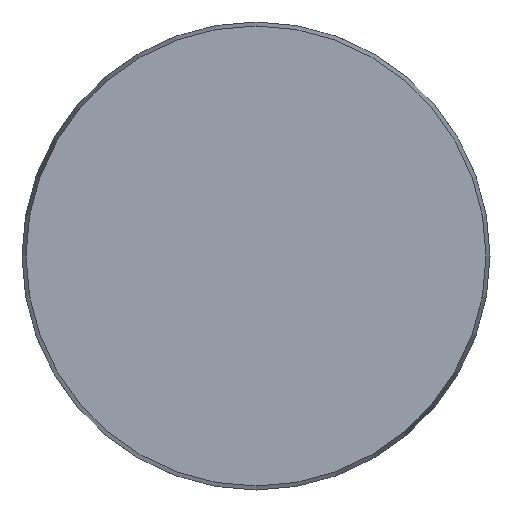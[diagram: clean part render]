
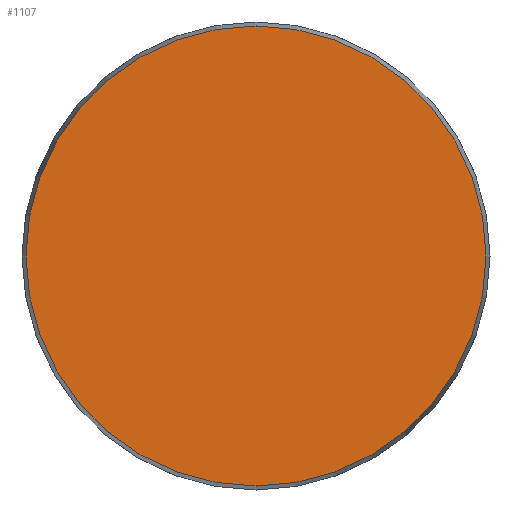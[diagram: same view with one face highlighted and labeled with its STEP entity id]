
A CAD part, front view. The second image highlights one B-rep face of the part: STEP entity #1107.
In plain terms, the highlighted planar face has unit normal (0, -1, 0).
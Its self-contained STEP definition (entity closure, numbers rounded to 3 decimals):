
#73 = CARTESIAN_POINT ( 'NONE',  ( 0., 0., 0. ) ) ;
#91 = CARTESIAN_POINT ( 'NONE',  ( -49.143, 0., 0. ) ) ;
#173 = CIRCLE ( 'NONE', #1010, 49.143 ) ;
#261 = AXIS2_PLACEMENT_3D ( 'NONE', #73, #525, #444 ) ;
#313 = VERTEX_POINT ( 'NONE', #529 ) ;
#340 = EDGE_LOOP ( 'NONE', ( #1016, #781 ) ) ;
#345 = PLANE ( 'NONE',  #736 ) ;
#360 = DIRECTION ( 'NONE',  ( 0., 1., 0. ) ) ;
#371 = EDGE_CURVE ( 'NONE', #313, #812, #515, .T. ) ;
#444 = DIRECTION ( 'NONE',  ( 0., 0., -1. ) ) ;
#515 = CIRCLE ( 'NONE', #261, 49.143 ) ;
#525 = DIRECTION ( 'NONE',  ( 0., -1., 0. ) ) ;
#529 = CARTESIAN_POINT ( 'NONE',  ( 0., 0., -49.143 ) ) ;
#648 = CARTESIAN_POINT ( 'NONE',  ( 0., 0., 49.143 ) ) ;
#684 = DIRECTION ( 'NONE',  ( 0., -1., 0. ) ) ;
#736 = AXIS2_PLACEMENT_3D ( 'NONE', #91, #360, #739 ) ;
#739 = DIRECTION ( 'NONE',  ( 0., 0., 1. ) ) ;
#780 = CARTESIAN_POINT ( 'NONE',  ( 0., 0., 0. ) ) ;
#781 = ORIENTED_EDGE ( 'NONE', *, *, #371, .T. ) ;
#812 = VERTEX_POINT ( 'NONE', #648 ) ;
#923 = FACE_OUTER_BOUND ( 'NONE', #340, .T. ) ;
#925 = EDGE_CURVE ( 'NONE', #812, #313, #173, .T. ) ;
#968 = DIRECTION ( 'NONE',  ( 0., 0., -1. ) ) ;
#1010 = AXIS2_PLACEMENT_3D ( 'NONE', #780, #684, #968 ) ;
#1016 = ORIENTED_EDGE ( 'NONE', *, *, #925, .T. ) ;
#1107 = ADVANCED_FACE ( 'NONE', ( #923 ), #345, .F. ) ;
